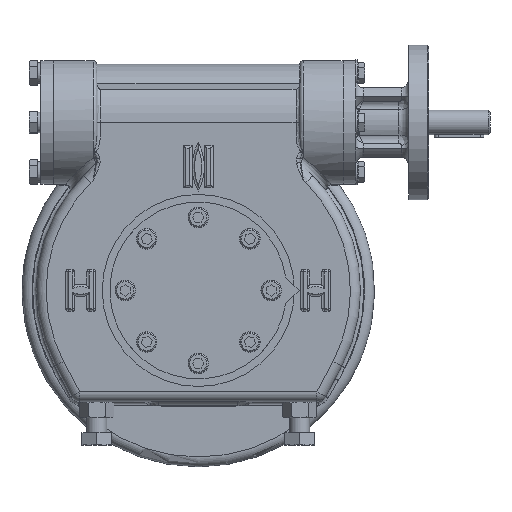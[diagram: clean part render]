
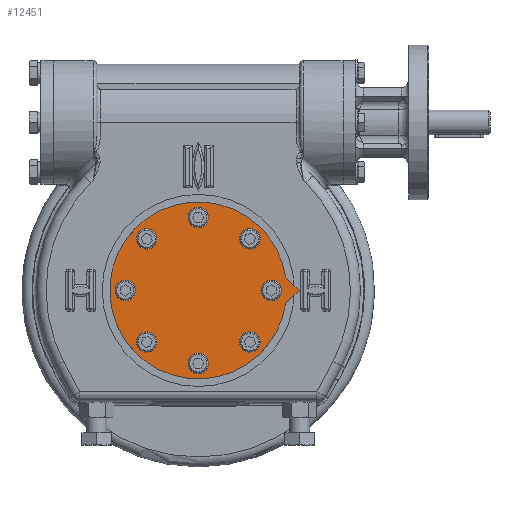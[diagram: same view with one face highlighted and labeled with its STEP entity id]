
A CAD part, top view. The second image highlights one B-rep face of the part: STEP entity #12451.
In plain terms, the highlighted planar face has unit normal (0, 0, 1).
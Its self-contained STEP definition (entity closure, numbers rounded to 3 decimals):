
#1090=PLANE('',#14739);
#1684=LINE('',#26105,#2392);
#1686=LINE('',#26108,#2394);
#2392=VECTOR('',#16995,1000.);
#2394=VECTOR('',#16999,1000.);
#4187=ORIENTED_EDGE('',*,*,#7004,.F.);
#4188=ORIENTED_EDGE('',*,*,#7005,.F.);
#4189=ORIENTED_EDGE('',*,*,#7006,.F.);
#4190=ORIENTED_EDGE('',*,*,#7007,.F.);
#4191=ORIENTED_EDGE('',*,*,#7008,.F.);
#4192=ORIENTED_EDGE('',*,*,#7009,.F.);
#4193=ORIENTED_EDGE('',*,*,#7010,.F.);
#4194=ORIENTED_EDGE('',*,*,#7011,.F.);
#4195=ORIENTED_EDGE('',*,*,#6989,.T.);
#4196=ORIENTED_EDGE('',*,*,#6993,.T.);
#4197=ORIENTED_EDGE('',*,*,#6995,.T.);
#6989=EDGE_CURVE('',#8659,#8658,#9524,.T.);
#6993=EDGE_CURVE('',#8658,#8661,#1684,.T.);
#6995=EDGE_CURVE('',#8661,#8659,#1686,.T.);
#7004=EDGE_CURVE('',#8670,#8670,#9533,.T.);
#7005=EDGE_CURVE('',#8671,#8671,#9534,.T.);
#7006=EDGE_CURVE('',#8672,#8672,#9535,.T.);
#7007=EDGE_CURVE('',#8673,#8673,#9536,.T.);
#7008=EDGE_CURVE('',#8674,#8674,#9537,.T.);
#7009=EDGE_CURVE('',#8675,#8675,#9538,.T.);
#7010=EDGE_CURVE('',#8676,#8676,#9539,.T.);
#7011=EDGE_CURVE('',#8677,#8677,#9540,.T.);
#8658=VERTEX_POINT('',#26096);
#8659=VERTEX_POINT('',#26098);
#8661=VERTEX_POINT('',#26104);
#8670=VERTEX_POINT('',#26128);
#8671=VERTEX_POINT('',#26130);
#8672=VERTEX_POINT('',#26132);
#8673=VERTEX_POINT('',#26134);
#8674=VERTEX_POINT('',#26136);
#8675=VERTEX_POINT('',#26138);
#8676=VERTEX_POINT('',#26140);
#8677=VERTEX_POINT('',#26142);
#9524=CIRCLE('',#14727,71.5);
#9533=CIRCLE('',#14740,5.5);
#9534=CIRCLE('',#14741,5.5);
#9535=CIRCLE('',#14742,5.5);
#9536=CIRCLE('',#14743,5.5);
#9537=CIRCLE('',#14744,5.5);
#9538=CIRCLE('',#14745,5.5);
#9539=CIRCLE('',#14746,5.5);
#9540=CIRCLE('',#14747,5.5);
#10411=EDGE_LOOP('',(#4187));
#10412=EDGE_LOOP('',(#4188));
#10413=EDGE_LOOP('',(#4189));
#10414=EDGE_LOOP('',(#4190));
#10415=EDGE_LOOP('',(#4191));
#10416=EDGE_LOOP('',(#4192));
#10417=EDGE_LOOP('',(#4193));
#10418=EDGE_LOOP('',(#4194));
#10419=EDGE_LOOP('',(#4195,#4196,#4197));
#11429=FACE_BOUND('',#10411,.T.);
#11430=FACE_BOUND('',#10412,.T.);
#11431=FACE_BOUND('',#10413,.T.);
#11432=FACE_BOUND('',#10414,.T.);
#11433=FACE_BOUND('',#10415,.T.);
#11434=FACE_BOUND('',#10416,.T.);
#11435=FACE_BOUND('',#10417,.T.);
#11436=FACE_BOUND('',#10418,.T.);
#11437=FACE_BOUND('',#10419,.T.);
#12451=ADVANCED_FACE('',(#11429,#11430,#11431,#11432,#11433,#11434,#11435,
#11436,#11437),#1090,.T.);
#14727=AXIS2_PLACEMENT_3D('',#26097,#16988,#16989);
#14739=AXIS2_PLACEMENT_3D('',#26126,#17018,#17019);
#14740=AXIS2_PLACEMENT_3D('',#26127,#17020,#17021);
#14741=AXIS2_PLACEMENT_3D('',#26129,#17022,#17023);
#14742=AXIS2_PLACEMENT_3D('',#26131,#17024,#17025);
#14743=AXIS2_PLACEMENT_3D('',#26133,#17026,#17027);
#14744=AXIS2_PLACEMENT_3D('',#26135,#17028,#17029);
#14745=AXIS2_PLACEMENT_3D('',#26137,#17030,#17031);
#14746=AXIS2_PLACEMENT_3D('',#26139,#17032,#17033);
#14747=AXIS2_PLACEMENT_3D('',#26141,#17034,#17035);
#16988=DIRECTION('',(0.,0.,1.));
#16989=DIRECTION('',(1.,0.,0.));
#16995=DIRECTION('',(0.707,0.707,0.));
#16999=DIRECTION('',(-0.707,0.707,0.));
#17018=DIRECTION('',(0.,0.,1.));
#17019=DIRECTION('',(1.,0.,0.));
#17020=DIRECTION('',(0.,0.,1.));
#17021=DIRECTION('',(0.707,0.707,0.));
#17022=DIRECTION('',(0.,0.,1.));
#17023=DIRECTION('',(0.,1.,0.));
#17024=DIRECTION('',(0.,0.,1.));
#17025=DIRECTION('',(-0.707,0.707,0.));
#17026=DIRECTION('',(0.,0.,1.));
#17027=DIRECTION('',(-1.,0.,0.));
#17028=DIRECTION('',(0.,0.,1.));
#17029=DIRECTION('',(-0.707,-0.707,0.));
#17030=DIRECTION('',(0.,0.,1.));
#17031=DIRECTION('',(0.,-1.,0.));
#17032=DIRECTION('',(0.,0.,1.));
#17033=DIRECTION('',(0.707,-0.707,0.));
#17034=DIRECTION('',(0.,0.,1.));
#17035=DIRECTION('',(1.,0.,0.));
#26096=CARTESIAN_POINT('',(70.676,-10.824,50.605));
#26097=CARTESIAN_POINT('',(0.,0.,50.605));
#26098=CARTESIAN_POINT('',(70.676,10.824,50.605));
#26104=CARTESIAN_POINT('',(81.5,0.,50.605));
#26105=CARTESIAN_POINT('',(70.676,-10.824,50.605));
#26108=CARTESIAN_POINT('',(81.5,0.,50.605));
#26126=CARTESIAN_POINT('',(0.,0.,50.605));
#26127=CARTESIAN_POINT('',(-41.719,41.719,50.605));
#26128=CARTESIAN_POINT('',(-37.83,45.608,50.605));
#26129=CARTESIAN_POINT('',(-59.,0.,50.605));
#26130=CARTESIAN_POINT('',(-59.,5.5,50.605));
#26131=CARTESIAN_POINT('',(-41.719,-41.719,50.605));
#26132=CARTESIAN_POINT('',(-45.608,-37.83,50.605));
#26133=CARTESIAN_POINT('',(0.,-59.,50.605));
#26134=CARTESIAN_POINT('',(-5.5,-59.,50.605));
#26135=CARTESIAN_POINT('',(41.719,-41.719,50.605));
#26136=CARTESIAN_POINT('',(37.83,-45.608,50.605));
#26137=CARTESIAN_POINT('',(59.,0.,50.605));
#26138=CARTESIAN_POINT('',(59.,-5.5,50.605));
#26139=CARTESIAN_POINT('',(41.719,41.719,50.605));
#26140=CARTESIAN_POINT('',(45.608,37.83,50.605));
#26141=CARTESIAN_POINT('',(0.,59.,50.605));
#26142=CARTESIAN_POINT('',(5.5,59.,50.605));
